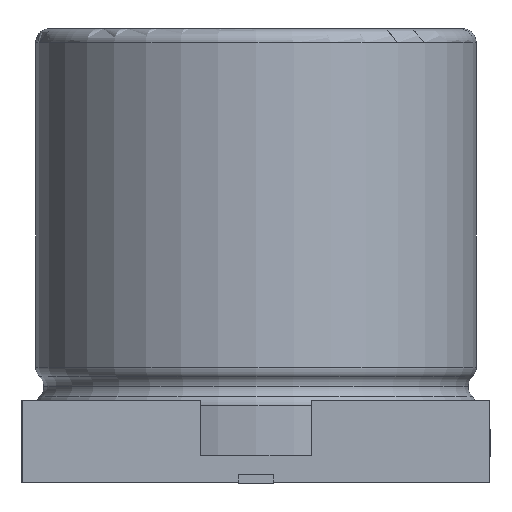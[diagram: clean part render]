
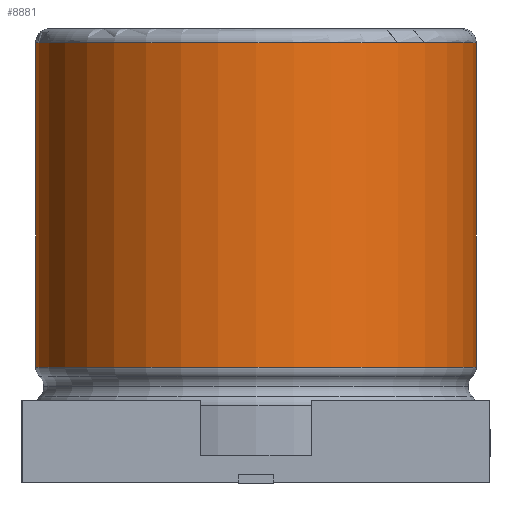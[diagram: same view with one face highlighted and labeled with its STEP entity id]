
A CAD part, front view. The second image highlights one B-rep face of the part: STEP entity #8881.
In plain terms, the highlighted cylindrical face has radius 8 mm (diameter 16 mm), a partial arc.
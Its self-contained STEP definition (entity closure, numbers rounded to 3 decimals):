
#254 = CARTESIAN_POINT ( 'NONE',  ( 0., 0., 16. ) ) ;
#324 = ORIENTED_EDGE ( 'NONE', *, *, #7010, .T. ) ;
#442 = AXIS2_PLACEMENT_3D ( 'NONE', #11981, #2735, #6843 ) ;
#892 = DIRECTION ( 'NONE',  ( 0., 0., -1. ) ) ;
#1057 = VERTEX_POINT ( 'NONE', #1371 ) ;
#1120 = ORIENTED_EDGE ( 'NONE', *, *, #7595, .F. ) ;
#1274 = DIRECTION ( 'NONE',  ( 1., 0., 0. ) ) ;
#1371 = CARTESIAN_POINT ( 'NONE',  ( -8., 0., 4.202 ) ) ;
#2160 = VERTEX_POINT ( 'NONE', #12955 ) ;
#2735 = DIRECTION ( 'NONE',  ( 0., 0., -1. ) ) ;
#2814 = ORIENTED_EDGE ( 'NONE', *, *, #3279, .T. ) ;
#2844 = LINE ( 'NONE', #4050, #12421 ) ;
#2873 = CARTESIAN_POINT ( 'NONE',  ( 8., 0., 16.5 ) ) ;
#2929 = ORIENTED_EDGE ( 'NONE', *, *, #5020, .T. ) ;
#3163 = VERTEX_POINT ( 'NONE', #9186 ) ;
#3279 = EDGE_CURVE ( 'NONE', #3163, #2160, #3837, .T. ) ;
#3837 = CIRCLE ( 'NONE', #12030, 8. ) ;
#4008 = CYLINDRICAL_SURFACE ( 'NONE', #442, 8. ) ;
#4050 = CARTESIAN_POINT ( 'NONE',  ( -8., 0., 16.5 ) ) ;
#4807 = CARTESIAN_POINT ( 'NONE',  ( 8., 0., 4.202 ) ) ;
#5020 = EDGE_CURVE ( 'NONE', #1057, #9599, #5945, .T. ) ;
#5079 = CARTESIAN_POINT ( 'NONE',  ( 0., 0., 4.202 ) ) ;
#5945 = CIRCLE ( 'NONE', #6598, 8. ) ;
#6377 = DIRECTION ( 'NONE',  ( 0., 0., -1. ) ) ;
#6598 = AXIS2_PLACEMENT_3D ( 'NONE', #5079, #12120, #12250 ) ;
#6843 = DIRECTION ( 'NONE',  ( -1., 0., 0. ) ) ;
#6913 = LINE ( 'NONE', #2873, #12874 ) ;
#6985 = DIRECTION ( 'NONE',  ( 0., 0., -1. ) ) ;
#7010 = EDGE_CURVE ( 'NONE', #2160, #1057, #2844, .T. ) ;
#7595 = EDGE_CURVE ( 'NONE', #3163, #9599, #6913, .T. ) ;
#8881 = ADVANCED_FACE ( 'NONE', ( #12044 ), #4008, .T. ) ;
#9186 = CARTESIAN_POINT ( 'NONE',  ( 8., 0., 16. ) ) ;
#9599 = VERTEX_POINT ( 'NONE', #4807 ) ;
#10595 = EDGE_LOOP ( 'NONE', ( #1120, #2814, #324, #2929 ) ) ;
#11981 = CARTESIAN_POINT ( 'NONE',  ( 0., 0., 16.5 ) ) ;
#12030 = AXIS2_PLACEMENT_3D ( 'NONE', #254, #6377, #1274 ) ;
#12044 = FACE_OUTER_BOUND ( 'NONE', #10595, .T. ) ;
#12120 = DIRECTION ( 'NONE',  ( 0., 0., 1. ) ) ;
#12250 = DIRECTION ( 'NONE',  ( -1., 0., 0. ) ) ;
#12421 = VECTOR ( 'NONE', #892, 1000. ) ;
#12874 = VECTOR ( 'NONE', #6985, 1000. ) ;
#12955 = CARTESIAN_POINT ( 'NONE',  ( -8., 0., 16. ) ) ;
